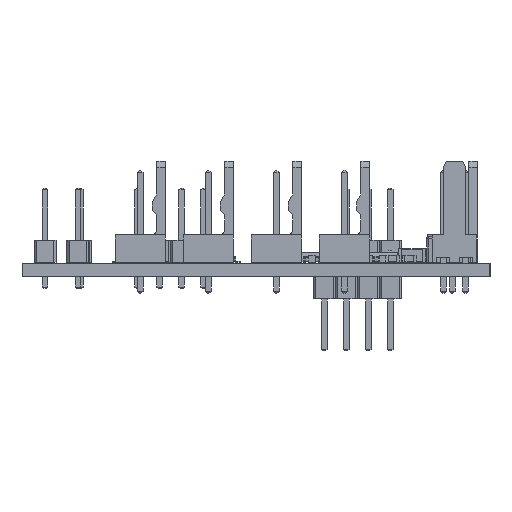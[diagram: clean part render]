
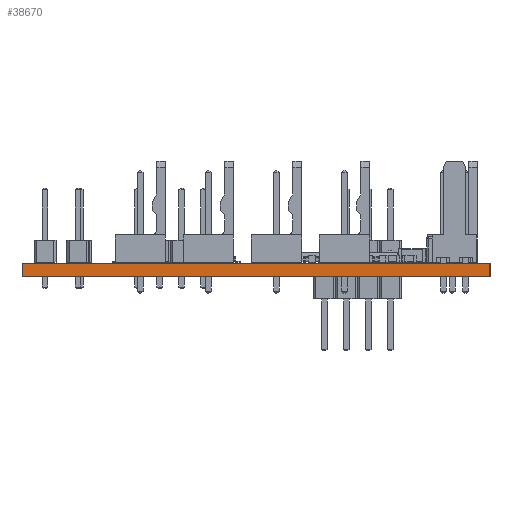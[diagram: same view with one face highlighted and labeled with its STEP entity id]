
A CAD part, left-side view. The second image highlights one B-rep face of the part: STEP entity #38670.
In plain terms, the highlighted planar face has unit normal (-1, 0, 0).
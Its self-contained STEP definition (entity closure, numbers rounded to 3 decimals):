
#38614 = VERTEX_POINT('',#38615);
#38615 = CARTESIAN_POINT('',(126.,-125.,1.51));
#38621 = EDGE_CURVE('',#38622,#38614,#38624,.T.);
#38622 = VERTEX_POINT('',#38623);
#38623 = CARTESIAN_POINT('',(126.,-125.,0.));
#38624 = LINE('',#38625,#38626);
#38625 = CARTESIAN_POINT('',(126.,-125.,0.));
#38626 = VECTOR('',#38627,1.);
#38627 = DIRECTION('',(0.,0.,1.));
#38670 = ADVANCED_FACE('',(#38671),#38696,.T.);
#38671 = FACE_BOUND('',#38672,.T.);
#38672 = EDGE_LOOP('',(#38673,#38674,#38682,#38690));
#38673 = ORIENTED_EDGE('',*,*,#38621,.T.);
#38674 = ORIENTED_EDGE('',*,*,#38675,.T.);
#38675 = EDGE_CURVE('',#38614,#38676,#38678,.T.);
#38676 = VERTEX_POINT('',#38677);
#38677 = CARTESIAN_POINT('',(126.,-71.,1.51));
#38678 = LINE('',#38679,#38680);
#38679 = CARTESIAN_POINT('',(126.,-125.,1.51));
#38680 = VECTOR('',#38681,1.);
#38681 = DIRECTION('',(0.,1.,0.));
#38682 = ORIENTED_EDGE('',*,*,#38683,.F.);
#38683 = EDGE_CURVE('',#38684,#38676,#38686,.T.);
#38684 = VERTEX_POINT('',#38685);
#38685 = CARTESIAN_POINT('',(126.,-71.,0.));
#38686 = LINE('',#38687,#38688);
#38687 = CARTESIAN_POINT('',(126.,-71.,0.));
#38688 = VECTOR('',#38689,1.);
#38689 = DIRECTION('',(0.,0.,1.));
#38690 = ORIENTED_EDGE('',*,*,#38691,.F.);
#38691 = EDGE_CURVE('',#38622,#38684,#38692,.T.);
#38692 = LINE('',#38693,#38694);
#38693 = CARTESIAN_POINT('',(126.,-125.,0.));
#38694 = VECTOR('',#38695,1.);
#38695 = DIRECTION('',(0.,1.,0.));
#38696 = PLANE('',#38697);
#38697 = AXIS2_PLACEMENT_3D('',#38698,#38699,#38700);
#38698 = CARTESIAN_POINT('',(126.,-125.,0.));
#38699 = DIRECTION('',(-1.,0.,0.));
#38700 = DIRECTION('',(0.,1.,0.));
